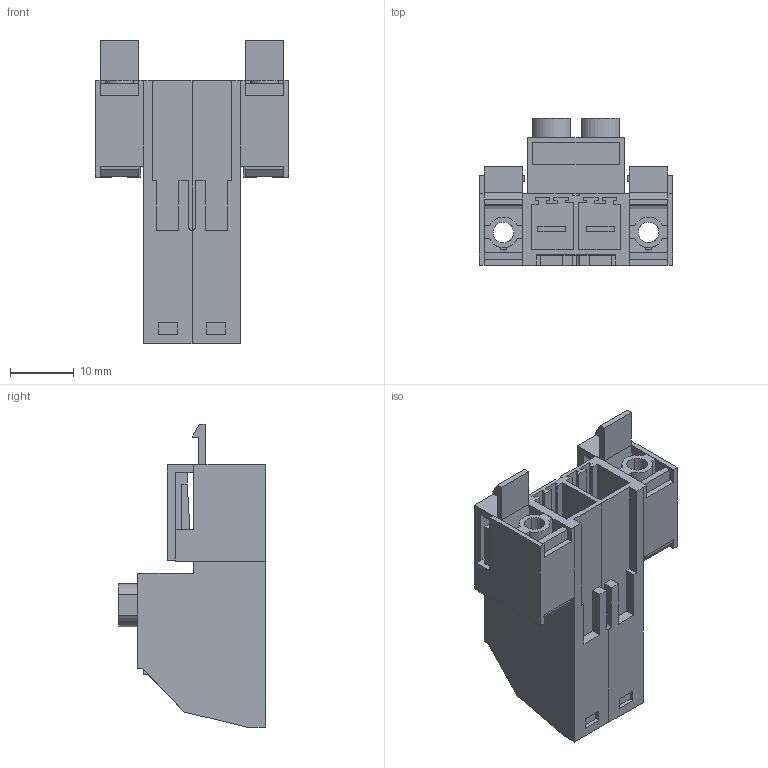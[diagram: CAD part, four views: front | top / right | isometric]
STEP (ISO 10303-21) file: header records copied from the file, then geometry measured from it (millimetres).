
FILE_DESCRIPTION(('CATIA V5 STEP Exchange','CAx-IF Rec.Pracs.--- Model Styling and Organization---1.4--- 2014-01-23'),'2;1');
FILE_NAME ('D1460197_1_1950880000_1950880000.stp','2023-02-01T13:04:30+00:00',('none'),('Weidmueller'),'CATIA Version 5-6 Release 2016 SP3 HF44','CATIA V5 STEP AP214','none');
FILE_SCHEMA(('AUTOMOTIVE_DESIGN { 1 0 10303 214 1 1 1 1 }'));
Length unit declared in the file: millimetre
Products named in the file (1): 1950880000
Bounding box: 30.48 x 23.1 x 47.75 mm (x, y, z)
Volume: 8559.3 mm3; surface area: 9659.5 mm2
Topology: 9 solids, 9 shells, 361 faces, 995 edges, 659 vertices
Faces by surface type: plane 337, cylinder 24
Entity records: 11190 total; most frequent: ORIENTED_EDGE 1990, CARTESIAN_POINT 1979, DIRECTION 1538, EDGE_CURVE 995, VECTOR 934, LINE 934, VERTEX_POINT 659, EDGE_LOOP 376
